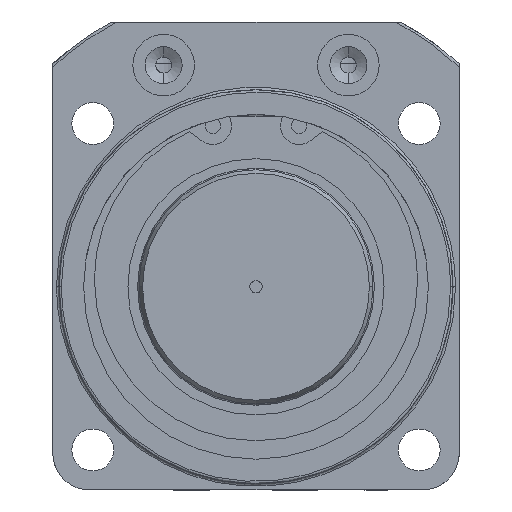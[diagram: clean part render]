
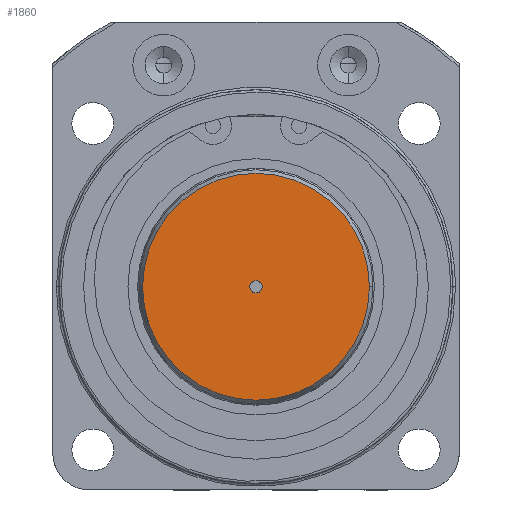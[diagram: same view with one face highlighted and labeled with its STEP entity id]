
A CAD part, front view. The second image highlights one B-rep face of the part: STEP entity #1860.
In plain terms, the highlighted planar face has unit normal (0, -1, 0).
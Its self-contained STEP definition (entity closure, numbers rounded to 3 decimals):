
#11 = EDGE_CURVE ( 'NONE', #13604, #13599, #6901, .T. ) ;
#19 = EDGE_CURVE ( 'NONE', #13619, #13654, #6916, .T. ) ;
#25 = EDGE_CURVE ( 'NONE', #13599, #13604, #6924, .T. ) ;
#33 = EDGE_CURVE ( 'NONE', #13654, #13619, #6935, .T. ) ;
#294 = ORIENTED_EDGE ( 'NONE', *, *, #11, .F. ) ;
#296 = ORIENTED_EDGE ( 'NONE', *, *, #25, .F. ) ;
#297 = ORIENTED_EDGE ( 'NONE', *, *, #19, .F. ) ;
#298 = ORIENTED_EDGE ( 'NONE', *, *, #33, .F. ) ;
#1860 = ADVANCED_FACE ( 'NONE', ( #7101, #7104 ), #5764, .F. ) ;
#3521 = DIRECTION ( 'NONE',  ( -1., 0., 0. ) ) ;
#3522 = DIRECTION ( 'NONE',  ( 0., 1., 0. ) ) ;
#3523 = CARTESIAN_POINT ( 'NONE',  ( 0., -50., 0. ) ) ;
#3554 = DIRECTION ( 'NONE',  ( 0., 0., 1. ) ) ;
#3555 = DIRECTION ( 'NONE',  ( 0., -1., 0. ) ) ;
#3556 = CARTESIAN_POINT ( 'NONE',  ( 0., -50., 0. ) ) ;
#3635 = DIRECTION ( 'NONE',  ( -1., 0., 0. ) ) ;
#3638 = DIRECTION ( 'NONE',  ( 0., 1., 0. ) ) ;
#3639 = CARTESIAN_POINT ( 'NONE',  ( 0., -50., 0. ) ) ;
#3660 = CARTESIAN_POINT ( 'NONE',  ( 0., -50., 0. ) ) ;
#3692 = DIRECTION ( 'NONE',  ( 0., 0., 1. ) ) ;
#3727 = DIRECTION ( 'NONE',  ( 0., -1., 0. ) ) ;
#4100 = CARTESIAN_POINT ( 'NONE',  ( 0., -50., 1. ) ) ;
#4111 = CARTESIAN_POINT ( 'NONE',  ( 0., -50., -1. ) ) ;
#4116 = CARTESIAN_POINT ( 'NONE',  ( 18.423, -50., 0. ) ) ;
#4131 = CARTESIAN_POINT ( 'NONE',  ( -18.423, -50., 0. ) ) ;
#4902 = EDGE_LOOP ( 'NONE', ( #296, #294 ) ) ;
#4913 = EDGE_LOOP ( 'NONE', ( #298, #297 ) ) ;
#5761 = DIRECTION ( 'NONE',  ( 0., 0., 1. ) ) ;
#5762 = DIRECTION ( 'NONE',  ( 0., 1., 0. ) ) ;
#5764 = PLANE ( 'NONE',  #10613 ) ;
#5770 = CARTESIAN_POINT ( 'NONE',  ( -18.423, -50., 0. ) ) ;
#6901 = CIRCLE ( 'NONE', #7727, 1. ) ;
#6916 = CIRCLE ( 'NONE', #7728, 18.423 ) ;
#6924 = CIRCLE ( 'NONE', #7759, 1. ) ;
#6935 = CIRCLE ( 'NONE', #7723, 18.423 ) ;
#7101 = FACE_OUTER_BOUND ( 'NONE', #4913, .T. ) ;
#7104 = FACE_BOUND ( 'NONE', #4902, .T. ) ;
#7723 = AXIS2_PLACEMENT_3D ( 'NONE', #3639, #3638, #3635 ) ;
#7727 = AXIS2_PLACEMENT_3D ( 'NONE', #3556, #3555, #3554 ) ;
#7728 = AXIS2_PLACEMENT_3D ( 'NONE', #3523, #3522, #3521 ) ;
#7759 = AXIS2_PLACEMENT_3D ( 'NONE', #3660, #3727, #3692 ) ;
#10613 = AXIS2_PLACEMENT_3D ( 'NONE', #5770, #5762, #5761 ) ;
#13599 = VERTEX_POINT ( 'NONE', #4100 ) ;
#13604 = VERTEX_POINT ( 'NONE', #4111 ) ;
#13619 = VERTEX_POINT ( 'NONE', #4116 ) ;
#13654 = VERTEX_POINT ( 'NONE', #4131 ) ;
